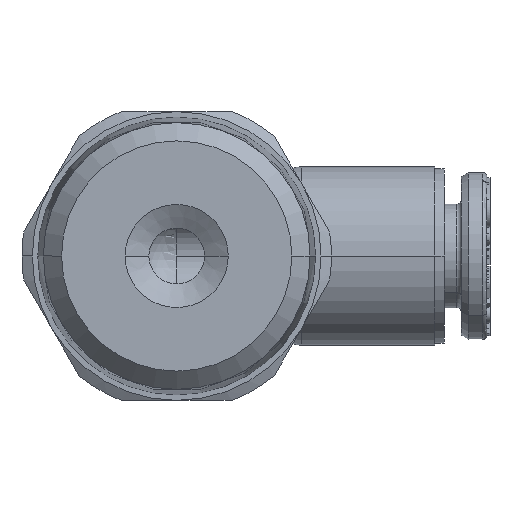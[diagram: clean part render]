
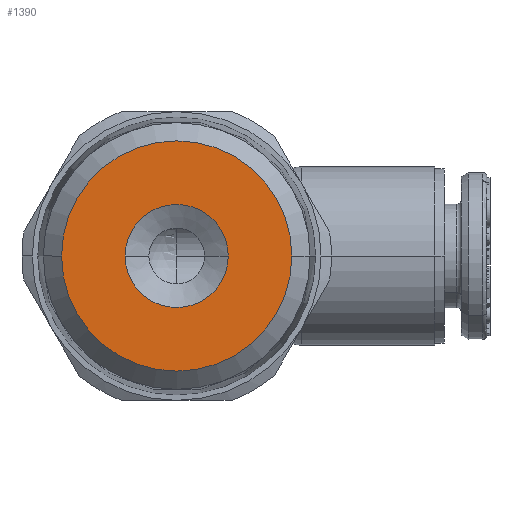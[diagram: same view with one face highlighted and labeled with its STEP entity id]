
A CAD part, front view. The second image highlights one B-rep face of the part: STEP entity #1390.
In plain terms, the highlighted planar face has unit normal (0, -1, 0).
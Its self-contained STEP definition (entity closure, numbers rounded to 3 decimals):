
#1390=ADVANCED_FACE('NONE',(#3270,#3271),#3272,.T.);
#3270=FACE_OUTER_BOUND('',#6584,.T.);
#3271=FACE_BOUND('',#6585,.T.);
#3272=PLANE('',#6586);
#6584=EDGE_LOOP('',(#12383,#12384));
#6585=EDGE_LOOP('',(#12385,#12386));
#6586=AXIS2_PLACEMENT_3D('',#12387,#12388,#12389);
#12383=ORIENTED_EDGE('',*,*,#17249,.F.);
#12384=ORIENTED_EDGE('',*,*,#16704,.F.);
#12385=ORIENTED_EDGE('',*,*,#17209,.F.);
#12386=ORIENTED_EDGE('',*,*,#18112,.F.);
#12387=CARTESIAN_POINT('',(0.0,-28.35,0.0));
#12388=DIRECTION('',(0.0,-1.0,0.0));
#12389=DIRECTION('',(0.0,0.0,-1.0));
#16704=EDGE_CURVE('NONE',#19558,#19553,#19560,.T.);
#17209=EDGE_CURVE('NONE',#20479,#20482,#20483,.T.);
#17249=EDGE_CURVE('NONE',#19553,#19558,#20547,.T.);
#18112=EDGE_CURVE('NONE',#20482,#20479,#21884,.T.);
#19553=VERTEX_POINT('NONE',#23757);
#19558=VERTEX_POINT('',#23763);
#19560=CIRCLE('',#23766,5.583);
#20479=VERTEX_POINT('NONE',#25556);
#20482=VERTEX_POINT('',#25560);
#20483=CIRCLE('',#25561,2.5);
#20547=CIRCLE('',#25663,5.583);
#21884=CIRCLE('',#28234,2.5);
#23757=CARTESIAN_POINT('',(5.583,-28.35,0.0));
#23763=CARTESIAN_POINT('',(-5.583,-28.35,0.));
#23766=AXIS2_PLACEMENT_3D('',#31314,#31315,#31316);
#25556=CARTESIAN_POINT('',(-2.5,-28.35,0.0));
#25560=CARTESIAN_POINT('',(2.5,-28.35,0.));
#25561=AXIS2_PLACEMENT_3D('',#31810,#31811,#31812);
#25663=AXIS2_PLACEMENT_3D('',#31870,#31871,#31872);
#28234=AXIS2_PLACEMENT_3D('',#32850,#32851,#32852);
#31314=CARTESIAN_POINT('',(0.0,-28.35,0.0));
#31315=DIRECTION('',(-0.0,1.0,0.0));
#31316=DIRECTION('',(1.0,0.0,0.0));
#31810=CARTESIAN_POINT('',(0.0,-28.35,0.0));
#31811=DIRECTION('',(0.0,-1.0,0.0));
#31812=DIRECTION('',(-1.0,0.0,0.0));
#31870=CARTESIAN_POINT('',(0.0,-28.35,0.0));
#31871=DIRECTION('',(-0.0,1.0,0.0));
#31872=DIRECTION('',(1.0,0.0,0.0));
#32850=CARTESIAN_POINT('',(0.0,-28.35,0.0));
#32851=DIRECTION('',(0.0,-1.0,0.0));
#32852=DIRECTION('',(-1.0,0.0,0.0));
